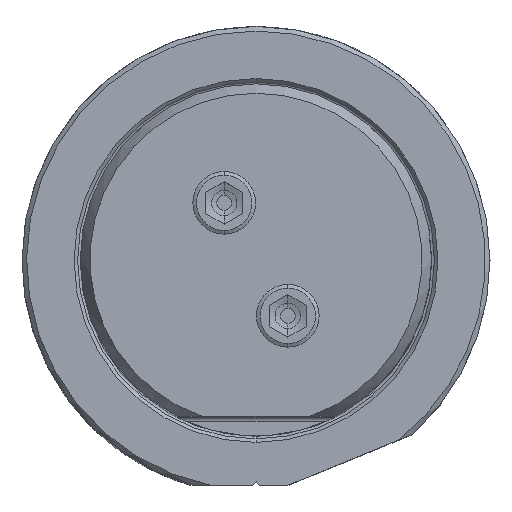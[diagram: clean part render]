
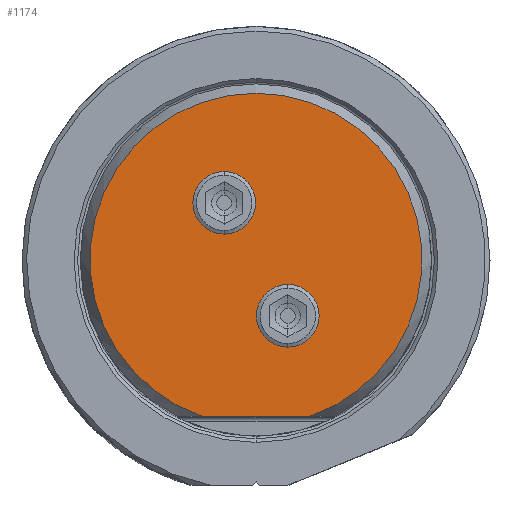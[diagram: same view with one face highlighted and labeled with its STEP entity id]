
A CAD part, top view. The second image highlights one B-rep face of the part: STEP entity #1174.
In plain terms, the highlighted planar face has unit normal (0, 0, 1).
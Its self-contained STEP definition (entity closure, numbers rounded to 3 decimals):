
#154=PLANE('',#6217);
#223=FACE_BOUND('',#1851,.T.);
#224=FACE_BOUND('',#1852,.T.);
#225=FACE_BOUND('',#1853,.T.);
#409=LINE('',#12132,#725);
#725=VECTOR('',#7378,1.);
#1174=ADVANCED_FACE('',(#223,#224,#225),#154,.T.);
#1851=EDGE_LOOP('',(#3145,#3146,#3147));
#1852=EDGE_LOOP('',(#3148,#3149));
#1853=EDGE_LOOP('',(#3150,#3151));
#3145=ORIENTED_EDGE('',*,*,#5073,.T.);
#3146=ORIENTED_EDGE('',*,*,#5076,.F.);
#3147=ORIENTED_EDGE('',*,*,#5074,.T.);
#3148=ORIENTED_EDGE('',*,*,#5079,.T.);
#3149=ORIENTED_EDGE('',*,*,#5080,.T.);
#3150=ORIENTED_EDGE('',*,*,#5081,.T.);
#3151=ORIENTED_EDGE('',*,*,#5082,.T.);
#4349=VERTEX_POINT('',#12122);
#4350=VERTEX_POINT('',#12124);
#4351=VERTEX_POINT('',#12126);
#4352=VERTEX_POINT('',#12139);
#4353=VERTEX_POINT('',#12140);
#4354=VERTEX_POINT('',#12143);
#4355=VERTEX_POINT('',#12144);
#5073=EDGE_CURVE('',#4350,#4349,#5578,.T.);
#5074=EDGE_CURVE('',#4351,#4350,#5579,.T.);
#5076=EDGE_CURVE('',#4351,#4349,#409,.T.);
#5079=EDGE_CURVE('',#4352,#4353,#5580,.T.);
#5080=EDGE_CURVE('',#4353,#4352,#5581,.T.);
#5081=EDGE_CURVE('',#4354,#4355,#5582,.T.);
#5082=EDGE_CURVE('',#4355,#4354,#5583,.T.);
#5578=CIRCLE('',#6207,18.022);
#5579=CIRCLE('',#6208,18.022);
#5580=CIRCLE('',#6213,3.4);
#5581=CIRCLE('',#6214,3.4);
#5582=CIRCLE('',#6215,3.4);
#5583=CIRCLE('',#6216,3.4);
#6207=AXIS2_PLACEMENT_3D('',#12123,#7372,#7373);
#6208=AXIS2_PLACEMENT_3D('',#12125,#7374,#7375);
#6213=AXIS2_PLACEMENT_3D('',#12138,#7387,#7388);
#6214=AXIS2_PLACEMENT_3D('',#12141,#7389,#7390);
#6215=AXIS2_PLACEMENT_3D('',#12142,#7391,#7392);
#6216=AXIS2_PLACEMENT_3D('',#12145,#7393,#7394);
#6217=AXIS2_PLACEMENT_3D('',#12146,#7395,#7396);
#7372=DIRECTION('',(0.,0.,1.));
#7373=DIRECTION('',(0.,1.,0.));
#7374=DIRECTION('',(0.,0.,1.));
#7375=DIRECTION('',(0.324,-0.946,0.));
#7378=DIRECTION('',(-1.,0.,0.));
#7387=DIRECTION('',(0.,0.,-1.));
#7388=DIRECTION('',(1.,0.,0.));
#7389=DIRECTION('',(0.,0.,-1.));
#7390=DIRECTION('',(-1.,0.,0.));
#7391=DIRECTION('',(0.,0.,-1.));
#7392=DIRECTION('',(1.,0.,0.));
#7393=DIRECTION('',(0.,0.,-1.));
#7394=DIRECTION('',(-1.,0.,0.));
#7395=DIRECTION('',(0.,0.,1.));
#7396=DIRECTION('',(1.,0.,0.));
#12122=CARTESIAN_POINT('',(-5.839,-17.05,69.85));
#12123=CARTESIAN_POINT('',(0.,0.,69.85));
#12124=CARTESIAN_POINT('',(0.,18.022,69.85));
#12125=CARTESIAN_POINT('',(0.,0.,69.85));
#12126=CARTESIAN_POINT('',(5.839,-17.05,69.85));
#12132=CARTESIAN_POINT('',(5.839,-17.05,69.85));
#12138=CARTESIAN_POINT('',(3.455,-6.131,69.85));
#12139=CARTESIAN_POINT('',(6.855,-6.131,69.85));
#12140=CARTESIAN_POINT('',(0.055,-6.131,69.85));
#12141=CARTESIAN_POINT('',(3.455,-6.131,69.85));
#12142=CARTESIAN_POINT('',(-3.455,6.131,69.85));
#12143=CARTESIAN_POINT('',(-0.055,6.131,69.85));
#12144=CARTESIAN_POINT('',(-6.855,6.131,69.85));
#12145=CARTESIAN_POINT('',(-3.455,6.131,69.85));
#12146=CARTESIAN_POINT('',(0.,0.487,69.85));
